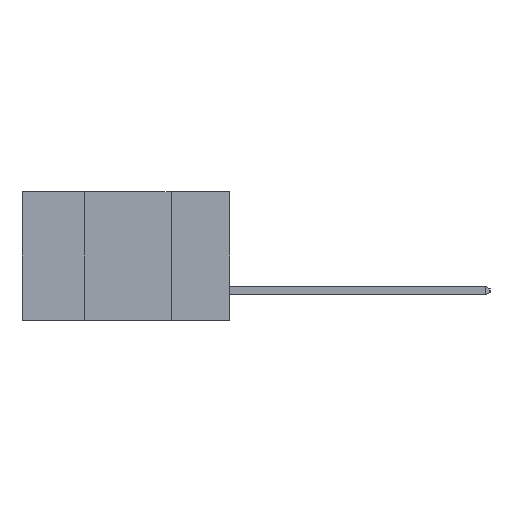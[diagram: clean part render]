
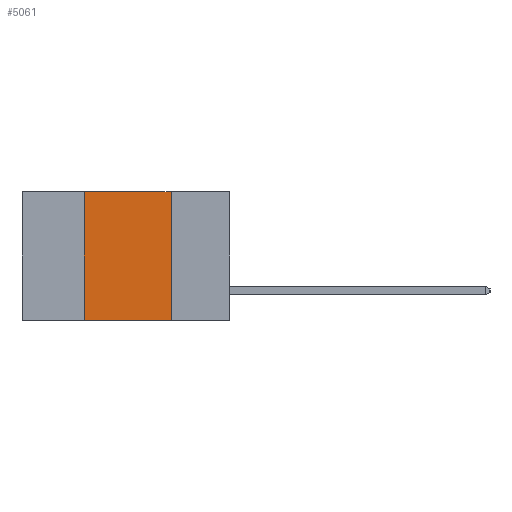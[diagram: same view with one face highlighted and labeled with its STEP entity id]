
A CAD part, left-side view. The second image highlights one B-rep face of the part: STEP entity #5061.
In plain terms, the highlighted planar face has unit normal (-1, 0, 0).
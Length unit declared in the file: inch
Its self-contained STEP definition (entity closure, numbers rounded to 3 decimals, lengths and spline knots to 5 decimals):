
#218 = DIRECTION ( 'NONE',  ( 0., 0., -1. ) ) ;
#221 = EDGE_CURVE ( 'NONE', #3967, #10670, #467, .T. ) ;
#370 = CARTESIAN_POINT ( 'NONE',  ( 0., 0.42, 0. ) ) ;
#467 = LINE ( 'NONE', #1722, #6049 ) ;
#566 = FACE_OUTER_BOUND ( 'NONE', #8963, .T. ) ;
#1287 = CARTESIAN_POINT ( 'NONE',  ( 0., 0.6, -0.37 ) ) ;
#1722 = CARTESIAN_POINT ( 'NONE',  ( 0., 0.6, 0. ) ) ;
#1835 = DIRECTION ( 'NONE',  ( 0., -1., 0. ) ) ;
#2140 = ORIENTED_EDGE ( 'NONE', *, *, #221, .F. ) ;
#2331 = LINE ( 'NONE', #1287, #5117 ) ;
#2850 = DIRECTION ( 'NONE',  ( 0., 0., -1. ) ) ;
#3472 = VERTEX_POINT ( 'NONE', #9289 ) ;
#3967 = VERTEX_POINT ( 'NONE', #370 ) ;
#4058 = PLANE ( 'NONE',  #9535 ) ;
#4173 = LINE ( 'NONE', #9148, #8598 ) ;
#4376 = ORIENTED_EDGE ( 'NONE', *, *, #10869, .F. ) ;
#4564 = LINE ( 'NONE', #5690, #8946 ) ;
#4569 = VERTEX_POINT ( 'NONE', #9569 ) ;
#4950 = ORIENTED_EDGE ( 'NONE', *, *, #8052, .T. ) ;
#5061 = ADVANCED_FACE ( 'NONE', ( #566 ), #4058, .F. ) ;
#5117 = VECTOR ( 'NONE', #5915, 39.37008 ) ;
#5352 = CARTESIAN_POINT ( 'NONE',  ( 0., 0.17, 0. ) ) ;
#5690 = CARTESIAN_POINT ( 'NONE',  ( 0., 0.42, 0. ) ) ;
#5869 = DIRECTION ( 'NONE',  ( 1., 0., 0. ) ) ;
#5915 = DIRECTION ( 'NONE',  ( 0., -1., 0. ) ) ;
#6049 = VECTOR ( 'NONE', #1835, 39.37008 ) ;
#6596 = DIRECTION ( 'NONE',  ( 0., 0., 1. ) ) ;
#7585 = CARTESIAN_POINT ( 'NONE',  ( 0., 0.6, 0. ) ) ;
#8052 = EDGE_CURVE ( 'NONE', #3472, #4569, #2331, .T. ) ;
#8496 = EDGE_CURVE ( 'NONE', #3472, #3967, #4564, .T. ) ;
#8598 = VECTOR ( 'NONE', #2850, 39.37008 ) ;
#8946 = VECTOR ( 'NONE', #6596, 39.37008 ) ;
#8963 = EDGE_LOOP ( 'NONE', ( #4376, #2140, #9323, #4950 ) ) ;
#9148 = CARTESIAN_POINT ( 'NONE',  ( 0., 0.17, 0. ) ) ;
#9289 = CARTESIAN_POINT ( 'NONE',  ( 0., 0.42, -0.37 ) ) ;
#9323 = ORIENTED_EDGE ( 'NONE', *, *, #8496, .F. ) ;
#9535 = AXIS2_PLACEMENT_3D ( 'NONE', #7585, #5869, #218 ) ;
#9569 = CARTESIAN_POINT ( 'NONE',  ( 0., 0.17, -0.37 ) ) ;
#10670 = VERTEX_POINT ( 'NONE', #5352 ) ;
#10869 = EDGE_CURVE ( 'NONE', #10670, #4569, #4173, .T. ) ;
